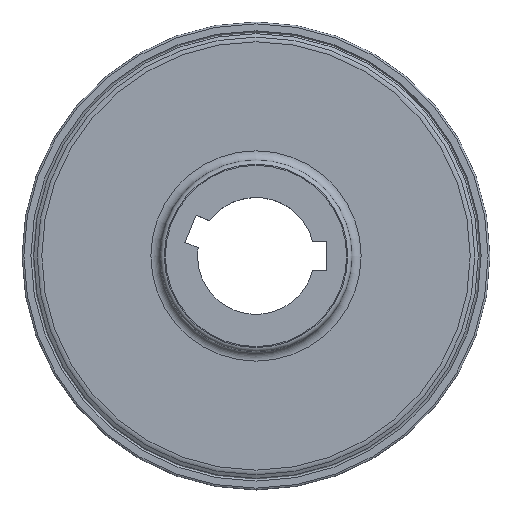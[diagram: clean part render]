
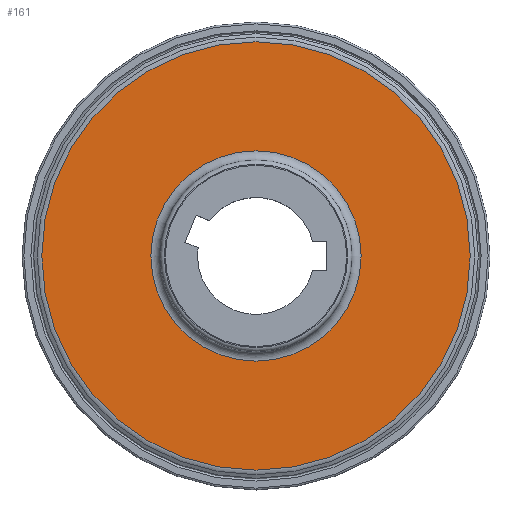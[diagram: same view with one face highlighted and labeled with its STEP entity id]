
A CAD part, top view. The second image highlights one B-rep face of the part: STEP entity #161.
In plain terms, the highlighted planar face has unit normal (0, 0, 1).
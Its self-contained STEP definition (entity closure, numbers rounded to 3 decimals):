
#121=PLANE('',#743);
#161=ADVANCED_FACE('',(#252,#253),#121,.F.);
#252=FACE_BOUND('',#332,.T.);
#253=FACE_BOUND('',#333,.T.);
#332=EDGE_LOOP('',(#438));
#333=EDGE_LOOP('',(#439));
#438=ORIENTED_EDGE('',*,*,#584,.T.);
#439=ORIENTED_EDGE('',*,*,#583,.F.);
#525=VERTEX_POINT('',#1104);
#526=VERTEX_POINT('',#1107);
#583=EDGE_CURVE('',#525,#525,#629,.T.);
#584=EDGE_CURVE('',#526,#526,#630,.T.);
#629=CIRCLE('',#740,22.826);
#630=CIRCLE('',#742,46.503);
#740=AXIS2_PLACEMENT_3D('',#1103,#917,#918);
#742=AXIS2_PLACEMENT_3D('',#1106,#921,#922);
#743=AXIS2_PLACEMENT_3D('',#1108,#923,#924);
#917=DIRECTION('',(0.,0.,1.));
#918=DIRECTION('',(1.,0.,0.));
#921=DIRECTION('',(0.,0.,1.));
#922=DIRECTION('',(1.,0.,0.));
#923=DIRECTION('',(0.,0.,-1.));
#924=DIRECTION('',(-1.,0.,0.));
#1103=CARTESIAN_POINT('',(0.,0.,-4.437));
#1104=CARTESIAN_POINT('',(22.826,0.,-4.437));
#1106=CARTESIAN_POINT('',(0.,0.,-4.437));
#1107=CARTESIAN_POINT('',(46.503,0.,-4.437));
#1108=CARTESIAN_POINT('',(-22.826,0.,-4.437));
